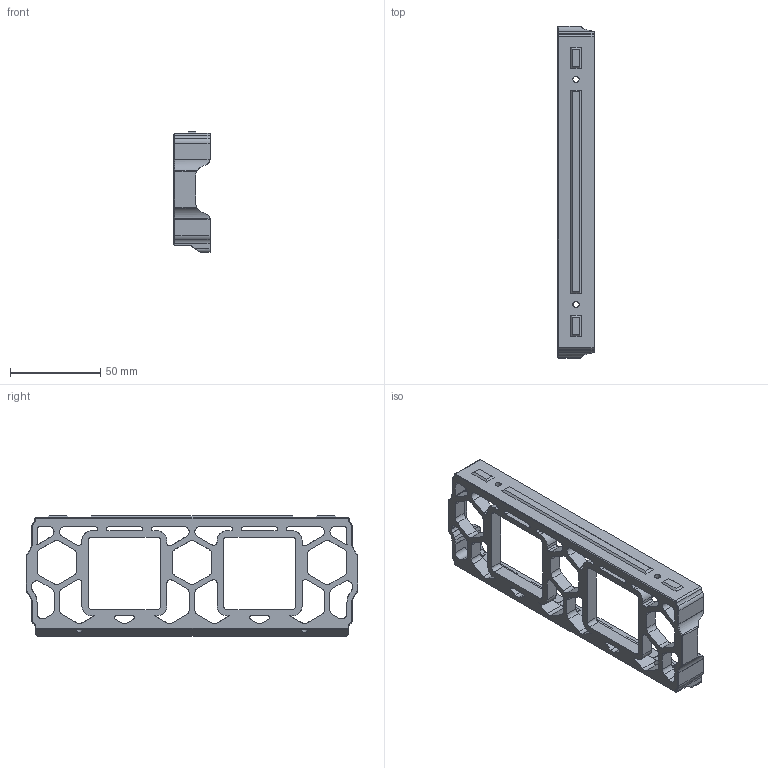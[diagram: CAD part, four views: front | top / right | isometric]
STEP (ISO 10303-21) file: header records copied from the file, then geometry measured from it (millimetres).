
FILE_DESCRIPTION(/* description */ (''),/* implementation_level */ '2;1');
FILE_NAME(/* name */ 'Voron2.4_SideSkirt-Middle_40mmFanSupport.step',/* time_stamp */ '2024-02-11T14:53:58-08:00',/* author */ (''),/* organization */ (''),/* preprocessor_version */ 'ST-DEVELOPER v20',/* originating_system */ 'Autodesk Translation Framework v12.20.1.177',/* authorisation */ '');
FILE_SCHEMA (('AUTOMOTIVE_DESIGN { 1 0 10303 214 3 1 1 }'));
Length unit declared in the file: millimetre
Products named in the file (1): Middle Fan Support_40mm
Bounding box: 20 x 184.2 x 67 mm (x, y, z)
Volume: 58097.1 mm3; surface area: 35010 mm2
Topology: 1 solids, 1 shells, 386 faces, 1218 edges, 815 vertices
Faces by surface type: plane 179, cylinder 165, bspline 24, cone 18
Full cylindrical faces by diameter (mm): 3.4 x4, 4.7 x1
Entity records: 14936 total; most frequent: CARTESIAN_POINT 4178, ORIENTED_EDGE 2436, DIRECTION 2066, EDGE_CURVE 1218, VERTEX_POINT 815, AXIS2_PLACEMENT_3D 700, LINE 666, VECTOR 666
